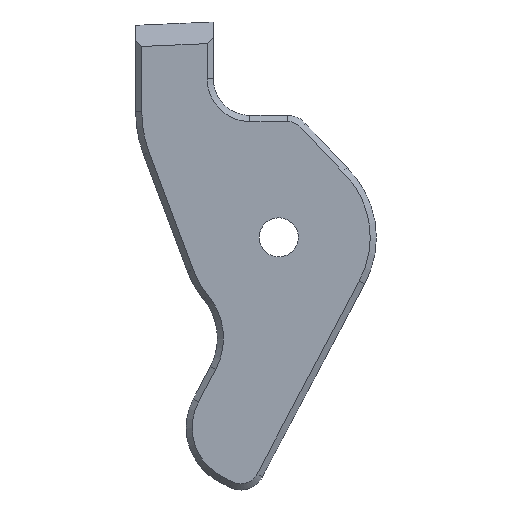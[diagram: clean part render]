
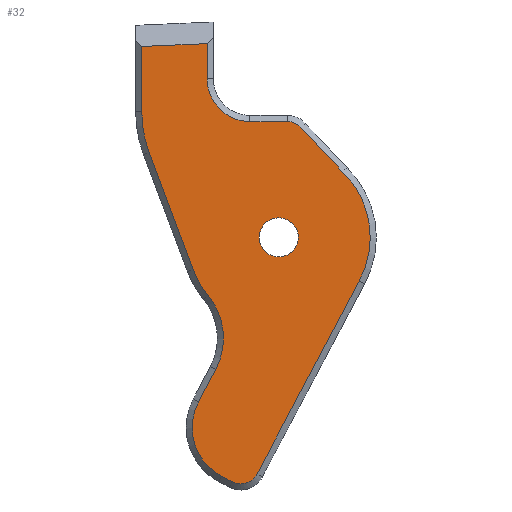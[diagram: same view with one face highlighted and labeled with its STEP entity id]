
A CAD part, left-side view. The second image highlights one B-rep face of the part: STEP entity #32.
In plain terms, the highlighted planar face has unit normal (-1, 0, 0).
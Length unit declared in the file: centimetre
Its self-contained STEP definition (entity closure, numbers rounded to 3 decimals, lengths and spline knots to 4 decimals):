
#32=ADVANCED_FACE('',(#94,#84),#844,.T.);
#84=FACE_BOUND('',#155,.T.);
#94=FACE_OUTER_BOUND('',#154,.T.);
#154=EDGE_LOOP('',(#238,#239,#240,#241,#242,#243,#244,#245,#246,#247,#248,
#249,#250,#251,#252,#253,#254));
#155=EDGE_LOOP('',(#255));
#238=ORIENTED_EDGE('',*,*,#546,.T.);
#239=ORIENTED_EDGE('',*,*,#494,.T.);
#240=ORIENTED_EDGE('',*,*,#527,.F.);
#241=ORIENTED_EDGE('',*,*,#492,.F.);
#242=ORIENTED_EDGE('',*,*,#485,.F.);
#243=ORIENTED_EDGE('',*,*,#493,.T.);
#244=ORIENTED_EDGE('',*,*,#516,.T.);
#245=ORIENTED_EDGE('',*,*,#530,.T.);
#246=ORIENTED_EDGE('',*,*,#535,.T.);
#247=ORIENTED_EDGE('',*,*,#536,.F.);
#248=ORIENTED_EDGE('',*,*,#532,.T.);
#249=ORIENTED_EDGE('',*,*,#534,.T.);
#250=ORIENTED_EDGE('',*,*,#540,.T.);
#251=ORIENTED_EDGE('',*,*,#542,.T.);
#252=ORIENTED_EDGE('',*,*,#524,.T.);
#253=ORIENTED_EDGE('',*,*,#520,.T.);
#254=ORIENTED_EDGE('',*,*,#544,.T.);
#255=ORIENTED_EDGE('',*,*,#480,.T.);
#480=EDGE_CURVE('',#743,#743,#691,.T.);
#485=EDGE_CURVE('',#747,#746,#608,.T.);
#492=EDGE_CURVE('',#746,#757,#614,.T.);
#493=EDGE_CURVE('',#747,#760,#615,.T.);
#494=EDGE_CURVE('',#751,#758,#616,.T.);
#516=EDGE_CURVE('',#760,#761,#706,.T.);
#520=EDGE_CURVE('',#763,#754,#707,.T.);
#524=EDGE_CURVE('',#762,#763,#634,.T.);
#527=EDGE_CURVE('',#757,#758,#709,.T.);
#530=EDGE_CURVE('',#761,#759,#639,.T.);
#532=EDGE_CURVE('',#752,#764,#641,.T.);
#534=EDGE_CURVE('',#764,#755,#710,.T.);
#535=EDGE_CURVE('',#759,#753,#711,.T.);
#536=EDGE_CURVE('',#752,#753,#712,.T.);
#540=EDGE_CURVE('',#755,#756,#645,.T.);
#542=EDGE_CURVE('',#756,#762,#714,.T.);
#544=EDGE_CURVE('',#754,#750,#647,.T.);
#546=EDGE_CURVE('',#750,#751,#716,.T.);
#608=B_SPLINE_CURVE_WITH_KNOTS('',1,(#1361,#1362),.UNSPECIFIED.,.F.,.F.,
(2,2),(0.4241,5.7923),.UNSPECIFIED.);
#614=B_SPLINE_CURVE_WITH_KNOTS('',1,(#1411,#1412),.UNSPECIFIED.,.F.,.F.,
(2,2),(0.0218,2.9102),.UNSPECIFIED.);
#615=B_SPLINE_CURVE_WITH_KNOTS('',1,(#1413,#1414),.UNSPECIFIED.,.F.,.F.,
(2,2),(-0.0218,5.3254),.UNSPECIFIED.);
#616=B_SPLINE_CURVE_WITH_KNOTS('',1,(#1415,#1416),.UNSPECIFIED.,.F.,.F.,
(2,2),(0.,3.0779),.UNSPECIFIED.);
#634=B_SPLINE_CURVE_WITH_KNOTS('',1,(#1497,#1498),.UNSPECIFIED.,.F.,.F.,
(2,2),(0.,17.898),.UNSPECIFIED.);
#639=B_SPLINE_CURVE_WITH_KNOTS('',1,(#1510,#1511),.UNSPECIFIED.,.F.,.F.,
(2,2),(0.,10.259),.UNSPECIFIED.);
#641=B_SPLINE_CURVE_WITH_KNOTS('',1,(#1514,#1515),.UNSPECIFIED.,.F.,.F.,
(2,2),(0.,3.),.UNSPECIFIED.);
#645=B_SPLINE_CURVE_WITH_KNOTS('',1,(#1534,#1535),.UNSPECIFIED.,.F.,.F.,
(2,2),(0.,1.),.UNSPECIFIED.);
#647=B_SPLINE_CURVE_WITH_KNOTS('',1,(#1544,#1545),.UNSPECIFIED.,.F.,.F.,
(2,2),(-0.0115,5.0303),.UNSPECIFIED.);
#691=(
BOUNDED_CURVE()
B_SPLINE_CURVE(2,(#1330,#1331,#1332,#1333,#1334,#1335,#1336,#1337,#1338),
 .UNSPECIFIED.,.T.,.F.)
B_SPLINE_CURVE_WITH_KNOTS((3,2,2,2,3),(0.,2.5133,5.0265,
7.5398,10.0531),.UNSPECIFIED.)
CURVE()
GEOMETRIC_REPRESENTATION_ITEM()
RATIONAL_B_SPLINE_CURVE((1.,0.707,1.,0.707,1.,0.707,
1.,0.707,1.))
REPRESENTATION_ITEM('')
);
#706=(
BOUNDED_CURVE()
B_SPLINE_CURVE(2,(#1464,#1465,#1466),.UNSPECIFIED.,.F.,.F.)
B_SPLINE_CURVE_WITH_KNOTS((3,3),(0.,3.414),
 .UNSPECIFIED.)
CURVE()
GEOMETRIC_REPRESENTATION_ITEM()
RATIONAL_B_SPLINE_CURVE((1.,0.984,1.))
REPRESENTATION_ITEM('')
);
#707=(
BOUNDED_CURVE()
B_SPLINE_CURVE(2,(#1473,#1474,#1475),.UNSPECIFIED.,.F.,.F.)
B_SPLINE_CURVE_WITH_KNOTS((3,3),(0.,9.7166),
 .UNSPECIFIED.)
CURVE()
GEOMETRIC_REPRESENTATION_ITEM()
RATIONAL_B_SPLINE_CURVE((1.,0.797,1.))
REPRESENTATION_ITEM('')
);
#709=(
BOUNDED_CURVE()
B_SPLINE_CURVE(2,(#1503,#1504,#1505),.UNSPECIFIED.,.F.,.F.)
B_SPLINE_CURVE_WITH_KNOTS((3,3),(0.,5.4976),
 .UNSPECIFIED.)
CURVE()
GEOMETRIC_REPRESENTATION_ITEM()
RATIONAL_B_SPLINE_CURVE((1.,0.707,1.))
REPRESENTATION_ITEM('')
);
#710=(
BOUNDED_CURVE()
B_SPLINE_CURVE(2,(#1518,#1519,#1520),.UNSPECIFIED.,.F.,.F.)
B_SPLINE_CURVE_WITH_KNOTS((3,3),(0.,7.0684),
 .UNSPECIFIED.)
CURVE()
GEOMETRIC_REPRESENTATION_ITEM()
RATIONAL_B_SPLINE_CURVE((1.,0.707,1.))
REPRESENTATION_ITEM('')
);
#711=(
BOUNDED_CURVE()
B_SPLINE_CURVE(2,(#1521,#1522,#1523),.UNSPECIFIED.,.F.,.F.)
B_SPLINE_CURVE_WITH_KNOTS((3,3),(0.,2.473),
 .UNSPECIFIED.)
CURVE()
GEOMETRIC_REPRESENTATION_ITEM()
RATIONAL_B_SPLINE_CURVE((1.,0.986,1.))
REPRESENTATION_ITEM('')
);
#712=(
BOUNDED_CURVE()
B_SPLINE_CURVE(2,(#1524,#1525,#1526),.UNSPECIFIED.,.F.,.F.)
B_SPLINE_CURVE_WITH_KNOTS((3,3),(0.,6.4679),
 .UNSPECIFIED.)
CURVE()
GEOMETRIC_REPRESENTATION_ITEM()
RATIONAL_B_SPLINE_CURVE((1.,0.832,1.))
REPRESENTATION_ITEM('')
);
#714=(
BOUNDED_CURVE()
B_SPLINE_CURVE(2,(#1538,#1539,#1540),.UNSPECIFIED.,.F.,.F.)
B_SPLINE_CURVE_WITH_KNOTS((3,3),(0.,2.3561),
 .UNSPECIFIED.)
CURVE()
GEOMETRIC_REPRESENTATION_ITEM()
RATIONAL_B_SPLINE_CURVE((1.,0.707,1.))
REPRESENTATION_ITEM('')
);
#716=(
BOUNDED_CURVE()
B_SPLINE_CURVE(2,(#1548,#1549,#1550),.UNSPECIFIED.,.F.,.F.)
B_SPLINE_CURVE_WITH_KNOTS((3,3),(0.,1.2243),
 .UNSPECIFIED.)
CURVE()
GEOMETRIC_REPRESENTATION_ITEM()
RATIONAL_B_SPLINE_CURVE((1.,0.918,1.))
REPRESENTATION_ITEM('')
);
#743=VERTEX_POINT('',#1220);
#746=VERTEX_POINT('',#1223);
#747=VERTEX_POINT('',#1224);
#750=VERTEX_POINT('',#1227);
#751=VERTEX_POINT('',#1228);
#752=VERTEX_POINT('',#1229);
#753=VERTEX_POINT('',#1230);
#754=VERTEX_POINT('',#1231);
#755=VERTEX_POINT('',#1232);
#756=VERTEX_POINT('',#1233);
#757=VERTEX_POINT('',#1234);
#758=VERTEX_POINT('',#1235);
#759=VERTEX_POINT('',#1236);
#760=VERTEX_POINT('',#1237);
#761=VERTEX_POINT('',#1238);
#762=VERTEX_POINT('',#1239);
#763=VERTEX_POINT('',#1240);
#764=VERTEX_POINT('',#1241);
#844=PLANE('',#895);
#895=AXIS2_PLACEMENT_3D('',#1017,#929,$);
#929=DIRECTION('',(-1.,0.,0.));
#1017=CARTESIAN_POINT('',(-2.5,-23.1332,-41.8022));
#1220=CARTESIAN_POINT('',(-2.5,-11.4753,-20.485));
#1223=CARTESIAN_POINT('',(-2.5,-7.1275,-4.1116));
#1224=CARTESIAN_POINT('',(-2.5,-1.7643,-4.3458));
#1227=CARTESIAN_POINT('',(-2.5,-14.7981,-10.9725));
#1228=CARTESIAN_POINT('',(-2.5,-13.7053,-10.5));
#1229=CARTESIAN_POINT('',(-2.5,-7.8272,-30.8394));
#1230=CARTESIAN_POINT('',(-2.5,-7.2114,-24.7689));
#1231=CARTESIAN_POINT('',(-2.5,-18.252,-14.6454));
#1232=CARTESIAN_POINT('',(-2.5,-8.2951,-39.5733));
#1233=CARTESIAN_POINT('',(-2.5,-9.1789,-40.0412));
#1234=CARTESIAN_POINT('',(-2.5,-7.1275,-7.));
#1235=CARTESIAN_POINT('',(-2.5,-10.6275,-10.5));
#1236=CARTESIAN_POINT('',(-2.5,-5.9791,-22.6376));
#1237=CARTESIAN_POINT('',(-2.5,-1.7643,-9.693));
#1238=CARTESIAN_POINT('',(-2.5,-2.3712,-13.0339));
#1239=CARTESIAN_POINT('',(-2.5,-11.2064,-39.4173));
#1240=CARTESIAN_POINT('',(-2.5,-19.5807,-23.5993));
#1241=CARTESIAN_POINT('',(-2.5,-6.4236,-33.4908));
#1330=CARTESIAN_POINT('',(-2.5,-11.4753,-20.485));
#1331=CARTESIAN_POINT('',(-2.5,-10.9903,-18.9603));
#1332=CARTESIAN_POINT('',(-2.5,-12.515,-18.4753));
#1333=CARTESIAN_POINT('',(-2.5,-14.0397,-17.9903));
#1334=CARTESIAN_POINT('',(-2.5,-14.5247,-19.515));
#1335=CARTESIAN_POINT('',(-2.5,-15.0097,-21.0397));
#1336=CARTESIAN_POINT('',(-2.5,-13.485,-21.5247));
#1337=CARTESIAN_POINT('',(-2.5,-11.9603,-22.0097));
#1338=CARTESIAN_POINT('',(-2.5,-11.4753,-20.485));
#1361=CARTESIAN_POINT('',(-2.5,-1.7643,-4.3458));
#1362=CARTESIAN_POINT('',(-2.5,-7.1275,-4.1116));
#1411=CARTESIAN_POINT('',(-2.5,-7.1275,-4.1116));
#1412=CARTESIAN_POINT('',(-2.5,-7.1275,-7.));
#1413=CARTESIAN_POINT('',(-2.5,-1.7643,-4.3458));
#1414=CARTESIAN_POINT('',(-2.5,-1.7643,-9.693));
#1415=CARTESIAN_POINT('',(-2.5,-13.7053,-10.5));
#1416=CARTESIAN_POINT('',(-2.5,-10.6275,-10.5));
#1464=CARTESIAN_POINT('',(-2.5,-1.7643,-9.693));
#1465=CARTESIAN_POINT('',(-2.5,-1.7643,-11.4186));
#1466=CARTESIAN_POINT('',(-2.5,-2.3712,-13.0339));
#1473=CARTESIAN_POINT('',(-2.5,-19.5807,-23.5993));
#1474=CARTESIAN_POINT('',(-2.5,-22.3041,-18.6196));
#1475=CARTESIAN_POINT('',(-2.5,-18.252,-14.6454));
#1497=CARTESIAN_POINT('',(-2.5,-11.2064,-39.4173));
#1498=CARTESIAN_POINT('',(-2.5,-19.5807,-23.5993));
#1503=CARTESIAN_POINT('',(-2.5,-7.1275,-7.));
#1504=CARTESIAN_POINT('',(-2.5,-7.1275,-10.5));
#1505=CARTESIAN_POINT('',(-2.5,-10.6275,-10.5));
#1510=CARTESIAN_POINT('',(-2.5,-2.3712,-13.0339));
#1511=CARTESIAN_POINT('',(-2.5,-5.9791,-22.6376));
#1514=CARTESIAN_POINT('',(-2.5,-7.8272,-30.8394));
#1515=CARTESIAN_POINT('',(-2.5,-6.4236,-33.4908));
#1518=CARTESIAN_POINT('',(-2.5,-6.4236,-33.4908));
#1519=CARTESIAN_POINT('',(-2.5,-4.3181,-37.4678));
#1520=CARTESIAN_POINT('',(-2.5,-8.2951,-39.5733));
#1521=CARTESIAN_POINT('',(-2.5,-5.9791,-22.6376));
#1522=CARTESIAN_POINT('',(-2.5,-6.4179,-23.8057));
#1523=CARTESIAN_POINT('',(-2.5,-7.2114,-24.7689));
#1524=CARTESIAN_POINT('',(-2.5,-7.8272,-30.8394));
#1525=CARTESIAN_POINT('',(-2.5,-9.5428,-27.5988));
#1526=CARTESIAN_POINT('',(-2.5,-7.2114,-24.7689));
#1534=CARTESIAN_POINT('',(-2.5,-8.2951,-39.5733));
#1535=CARTESIAN_POINT('',(-2.5,-9.1789,-40.0412));
#1538=CARTESIAN_POINT('',(-2.5,-9.1789,-40.0412));
#1539=CARTESIAN_POINT('',(-2.5,-10.5046,-40.743));
#1540=CARTESIAN_POINT('',(-2.5,-11.2064,-39.4173));
#1544=CARTESIAN_POINT('',(-2.5,-18.252,-14.6454));
#1545=CARTESIAN_POINT('',(-2.5,-14.7981,-10.9725));
#1548=CARTESIAN_POINT('',(-2.5,-14.7981,-10.9725));
#1549=CARTESIAN_POINT('',(-2.5,-14.3539,-10.5));
#1550=CARTESIAN_POINT('',(-2.5,-13.7053,-10.5));
